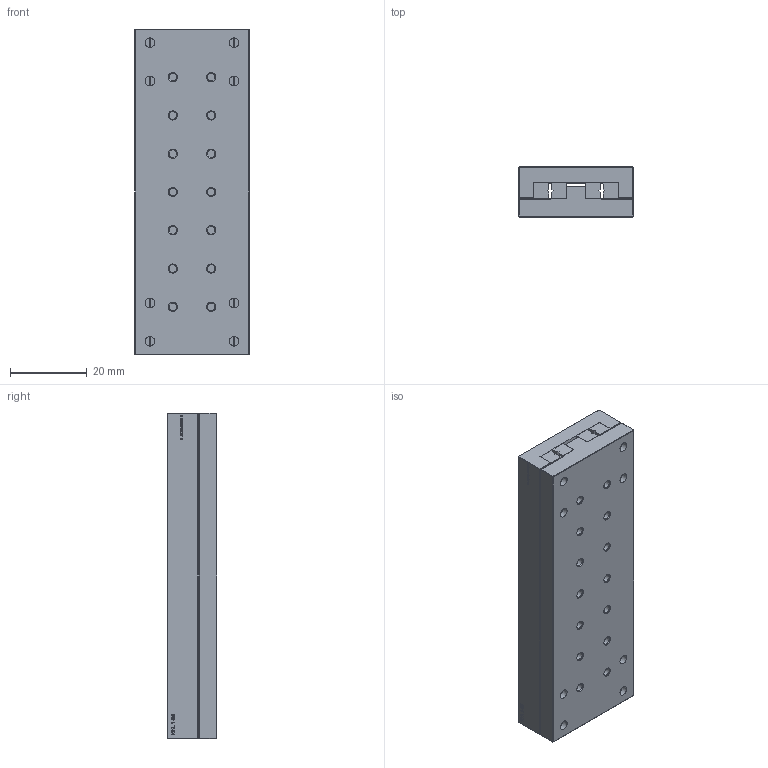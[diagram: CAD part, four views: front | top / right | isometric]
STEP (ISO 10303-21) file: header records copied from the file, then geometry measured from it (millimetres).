
FILE_DESCRIPTION(('FreeCAD Model'),'2;1');
FILE_NAME('NKL 1-85.step', '2020-04-20T21:53:31',('Author'),(''), 'Open CASCADE STEP processor 6.8','FreeCAD','Unknown');
FILE_SCHEMA(('AUTOMOTIVE_DESIGN_CC2 { 1 2 10303 214 -1 1 5 4 }'));
Length unit declared in the file: millimetre
Products named in the file (3): ASSEMBLY; UT; OT
Assembly tree (2 placements, depth 2):
  ASSEMBLY
    UT
    OT
Bounding box: 30 x 13 x 85 mm (x, y, z)
Volume: 31070 mm3; surface area: 20695.6 mm2
Topology: 6 solids, 6 shells, 771 faces, 2067 edges, 1354 vertices
Faces by surface type: extrusion 383, plane 316, cylinder 44, cone 28
Full cylindrical faces by diameter (mm): 2 x28, 2.5 x8, 4.5 x8
Entity records: 51256 total; most frequent: CARTESIAN_POINT 12044, DIRECTION 5910, VECTOR 4812, LINE 4429, ORIENTED_EDGE 4134, PCURVE 4134, DEFINITIONAL_REPRESENTATION 4134, EDGE_CURVE 2067
